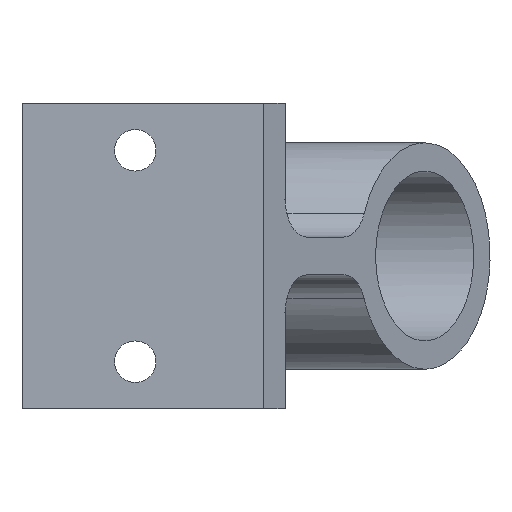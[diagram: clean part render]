
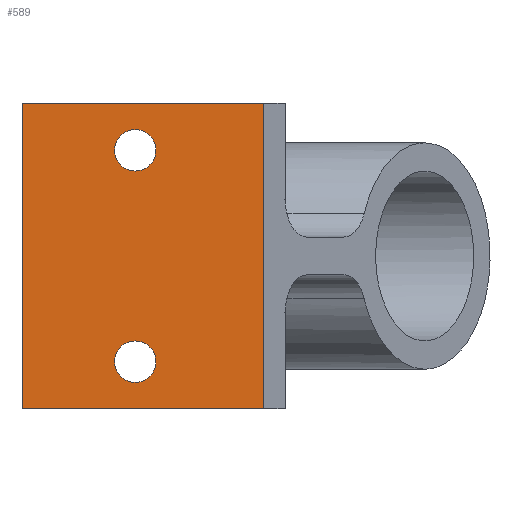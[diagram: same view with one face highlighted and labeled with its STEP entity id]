
A CAD part, front view. The second image highlights one B-rep face of the part: STEP entity #589.
In plain terms, the highlighted planar face has unit normal (0, -1, 0).
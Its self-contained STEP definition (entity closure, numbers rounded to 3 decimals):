
#32 = ORIENTED_EDGE ( 'NONE', *, *, #615, .T. ) ;
#38 = ORIENTED_EDGE ( 'NONE', *, *, #575, .F. ) ;
#49 = ORIENTED_EDGE ( 'NONE', *, *, #543, .F. ) ;
#71 = ORIENTED_EDGE ( 'NONE', *, *, #586, .F. ) ;
#75 = ORIENTED_EDGE ( 'NONE', *, *, #618, .T. ) ;
#80 = ORIENTED_EDGE ( 'NONE', *, *, #616, .T. ) ;
#81 = ORIENTED_EDGE ( 'NONE', *, *, #583, .T. ) ;
#91 = EDGE_LOOP ( 'NONE', ( #80, #81, #38, #32 ) ) ;
#99 = ORIENTED_EDGE ( 'NONE', *, *, #553, .T. ) ;
#101 = EDGE_LOOP ( 'NONE', ( #99, #75 ) ) ;
#139 = EDGE_LOOP ( 'NONE', ( #71, #49 ) ) ;
#156 = CARTESIAN_POINT ( 'NONE',  ( 0., 0., 11.25 ) ) ;
#157 = CARTESIAN_POINT ( 'NONE',  ( 17., 0., -20.25 ) ) ;
#158 = CARTESIAN_POINT ( 'NONE',  ( 17., 0., 20.25 ) ) ;
#227 = CARTESIAN_POINT ( 'NONE',  ( 0., 0., 14. ) ) ;
#228 = DIRECTION ( 'NONE',  ( 0., 0., 1. ) ) ;
#229 = DIRECTION ( 'NONE',  ( 0., -1., 0. ) ) ;
#230 = DIRECTION ( 'NONE',  ( 0., 0., -1. ) ) ;
#255 = CARTESIAN_POINT ( 'NONE',  ( 0., 0., -14. ) ) ;
#262 = DIRECTION ( 'NONE',  ( 0., 1., 0. ) ) ;
#291 = FACE_BOUND ( 'NONE', #139, .T. ) ;
#302 = VECTOR ( 'NONE', #344, 1000. ) ;
#309 = FACE_BOUND ( 'NONE', #101, .T. ) ;
#310 = AXIS2_PLACEMENT_3D ( 'NONE', #335, #359, #330 ) ;
#317 = AXIS2_PLACEMENT_3D ( 'NONE', #738, #759, #755 ) ;
#319 = VECTOR ( 'NONE', #339, 1000. ) ;
#327 = LINE ( 'NONE', #333, #319 ) ;
#330 = DIRECTION ( 'NONE',  ( 0., 0., 1. ) ) ;
#333 = CARTESIAN_POINT ( 'NONE',  ( -15., 0., -20.25 ) ) ;
#335 = CARTESIAN_POINT ( 'NONE',  ( 0., 0., -14. ) ) ;
#339 = DIRECTION ( 'NONE',  ( 1., 0., 0. ) ) ;
#344 = DIRECTION ( 'NONE',  ( 0., 0., -1. ) ) ;
#345 = CARTESIAN_POINT ( 'NONE',  ( -15., 0., -20.25 ) ) ;
#359 = DIRECTION ( 'NONE',  ( 0., 1., 0. ) ) ;
#360 = LINE ( 'NONE', #345, #302 ) ;
#367 = VERTEX_POINT ( 'NONE', #819 ) ;
#368 = VERTEX_POINT ( 'NONE', #817 ) ;
#394 = VERTEX_POINT ( 'NONE', #810 ) ;
#396 = VERTEX_POINT ( 'NONE', #800 ) ;
#407 = VERTEX_POINT ( 'NONE', #783 ) ;
#436 = VERTEX_POINT ( 'NONE', #156 ) ;
#437 = VERTEX_POINT ( 'NONE', #157 ) ;
#440 = VERTEX_POINT ( 'NONE', #158 ) ;
#543 = EDGE_CURVE ( 'NONE', #396, #436, #624, .T. ) ;
#553 = EDGE_CURVE ( 'NONE', #394, #368, #626, .T. ) ;
#575 = EDGE_CURVE ( 'NONE', #407, #440, #889, .T. ) ;
#583 = EDGE_CURVE ( 'NONE', #437, #440, #724, .T. ) ;
#586 = EDGE_CURVE ( 'NONE', #436, #396, #631, .T. ) ;
#589 = ADVANCED_FACE ( 'NONE', ( #291, #928, #309 ), #739, .T. ) ;
#615 = EDGE_CURVE ( 'NONE', #407, #367, #360, .T. ) ;
#616 = EDGE_CURVE ( 'NONE', #367, #437, #327, .T. ) ;
#618 = EDGE_CURVE ( 'NONE', #368, #394, #636, .T. ) ;
#624 = CIRCLE ( 'NONE', #973, 2.75 ) ;
#626 = CIRCLE ( 'NONE', #969, 2.75 ) ;
#631 = CIRCLE ( 'NONE', #986, 2.75 ) ;
#636 = CIRCLE ( 'NONE', #310, 2.75 ) ;
#717 = DIRECTION ( 'NONE',  ( 0., 0., 1. ) ) ;
#720 = CARTESIAN_POINT ( 'NONE',  ( 17., 0., -25. ) ) ;
#724 = LINE ( 'NONE', #720, #924 ) ;
#734 = CARTESIAN_POINT ( 'NONE',  ( 0., 0., 14. ) ) ;
#735 = DIRECTION ( 'NONE',  ( 0., -1., 0. ) ) ;
#736 = DIRECTION ( 'NONE',  ( 0., 0., -1. ) ) ;
#738 = CARTESIAN_POINT ( 'NONE',  ( -15., 0., -20.25 ) ) ;
#739 = PLANE ( 'NONE',  #317 ) ;
#755 = DIRECTION ( 'NONE',  ( 0., 0., -1. ) ) ;
#759 = DIRECTION ( 'NONE',  ( 0., -1., 0. ) ) ;
#783 = CARTESIAN_POINT ( 'NONE',  ( -15., 0., 20.25 ) ) ;
#800 = CARTESIAN_POINT ( 'NONE',  ( 0., 0., 16.75 ) ) ;
#810 = CARTESIAN_POINT ( 'NONE',  ( 0., 0., -11.25 ) ) ;
#817 = CARTESIAN_POINT ( 'NONE',  ( 0., 0., -16.75 ) ) ;
#819 = CARTESIAN_POINT ( 'NONE',  ( -15., 0., -20.25 ) ) ;
#867 = CARTESIAN_POINT ( 'NONE',  ( -15., 0., 20.25 ) ) ;
#889 = LINE ( 'NONE', #867, #907 ) ;
#890 = DIRECTION ( 'NONE',  ( 1., 0., 0. ) ) ;
#907 = VECTOR ( 'NONE', #890, 1000. ) ;
#924 = VECTOR ( 'NONE', #717, 1000. ) ;
#928 = FACE_OUTER_BOUND ( 'NONE', #91, .T. ) ;
#969 = AXIS2_PLACEMENT_3D ( 'NONE', #255, #262, #228 ) ;
#973 = AXIS2_PLACEMENT_3D ( 'NONE', #227, #229, #230 ) ;
#986 = AXIS2_PLACEMENT_3D ( 'NONE', #734, #735, #736 ) ;
